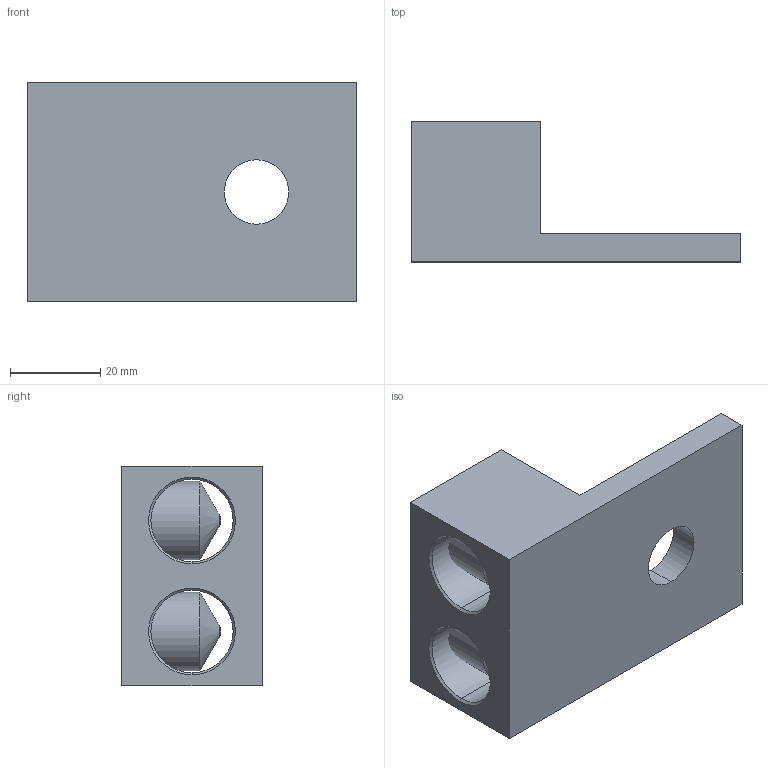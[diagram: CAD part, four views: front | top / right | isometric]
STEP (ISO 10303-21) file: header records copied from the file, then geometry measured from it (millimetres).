
FILE_DESCRIPTION (( 'STEP AP203' ), '1' );
FILE_NAME ('L2A-350-1.step', '2023-11-15T15:14:54', ( '' ), ( '' ), 'SwSTEP 2.0', 'SolidWorks 2023', '' );
FILE_SCHEMA (( 'CONFIG_CONTROL_DESIGN' ));
Length unit declared in the file: inch
Products named in the file (1): L2A-350-1
Bounding box: 73 x 31.1 x 48.6 mm (x, y, z)
Volume: 45671.8 mm3; surface area: 18091.8 mm2
Topology: 3 solids, 3 shells, 90 faces, 230 edges, 144 vertices
Faces by surface type: plane 46, cone 24, cylinder 18, bspline 2
Entity records: 3049 total; most frequent: CARTESIAN_POINT 791, DIRECTION 454, ORIENTED_EDGE 452, EDGE_CURVE 226, AXIS2_PLACEMENT_3D 167, VERTEX_POINT 144, LINE 120, VECTOR 120
